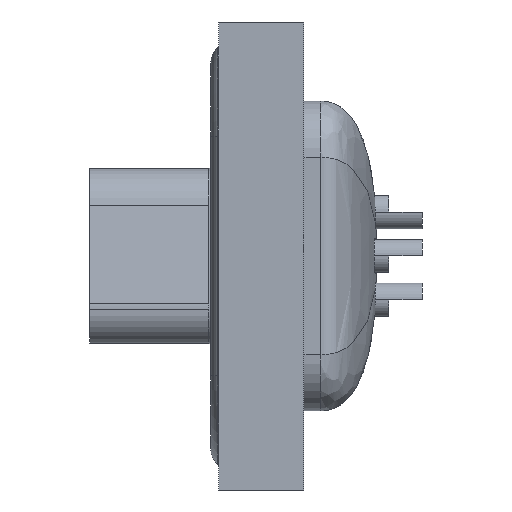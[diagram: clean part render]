
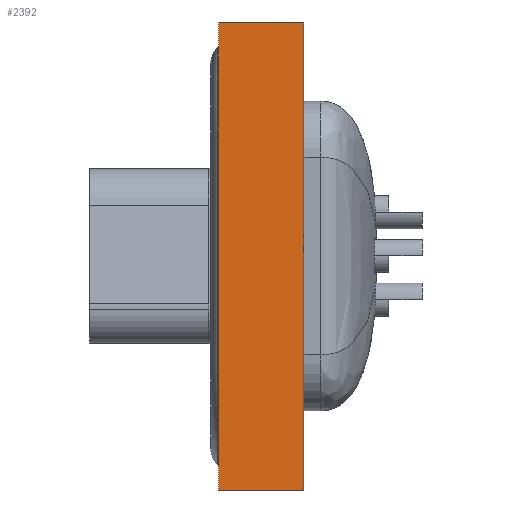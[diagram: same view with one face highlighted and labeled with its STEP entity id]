
A CAD part, left-side view. The second image highlights one B-rep face of the part: STEP entity #2392.
In plain terms, the highlighted planar face has unit normal (-1, 0, 0).
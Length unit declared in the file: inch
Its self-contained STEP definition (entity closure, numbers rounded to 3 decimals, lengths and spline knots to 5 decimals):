
#2392 = ADVANCED_FACE ( 'NONE', ( #26088 ), #26087, .F. ) ;
#2393 = EDGE_LOOP ( 'NONE', ( #2394, #2399, #2455, #2451 ) ) ;
#2394 = ORIENTED_EDGE ( 'NONE', *, *, #2396, .T. ) ;
#2396 = EDGE_CURVE ( 'NONE', #2397, #2398, #26081, .T. ) ;
#2397 = VERTEX_POINT ( 'NONE', #26077 ) ;
#2398 = VERTEX_POINT ( 'NONE', #26076 ) ;
#2399 = ORIENTED_EDGE ( 'NONE', *, *, #2400, .F. ) ;
#2400 = EDGE_CURVE ( 'NONE', #2401, #2398, #26074, .T. ) ;
#2401 = VERTEX_POINT ( 'NONE', #26070 ) ;
#2446 = VERTEX_POINT ( 'NONE', #26141 ) ;
#2450 = EDGE_CURVE ( 'NONE', #2446, #2397, #26200, .T. ) ;
#2451 = ORIENTED_EDGE ( 'NONE', *, *, #2450, .T. ) ;
#2455 = ORIENTED_EDGE ( 'NONE', *, *, #2457, .F. ) ;
#2457 = EDGE_CURVE ( 'NONE', #2446, #2401, #26191, .T. ) ;
#26070 = CARTESIAN_POINT ( 'NONE',  ( -0.77559, 0.07579, 0.41535 ) ) ;
#26071 = DIRECTION ( 'NONE',  ( 0., -1., 0. ) ) ;
#26072 = VECTOR ( 'NONE', #26071, 39.37008 ) ;
#26073 = CARTESIAN_POINT ( 'NONE',  ( -0.77559, 0.07579, 0.41535 ) ) ;
#26074 = LINE ( 'NONE', #26073, #26072 ) ;
#26076 = CARTESIAN_POINT ( 'NONE',  ( -0.77559, -0.07579, 0.41535 ) ) ;
#26077 = CARTESIAN_POINT ( 'NONE',  ( -0.77559, -0.07579, -0.41535 ) ) ;
#26078 = DIRECTION ( 'NONE',  ( 0., 0., 1. ) ) ;
#26079 = VECTOR ( 'NONE', #26078, 39.37008 ) ;
#26080 = CARTESIAN_POINT ( 'NONE',  ( -0.77559, -0.07579, -0.41535 ) ) ;
#26081 = LINE ( 'NONE', #26080, #26079 ) ;
#26083 = DIRECTION ( 'NONE',  ( 0., 0., -1. ) ) ;
#26084 = DIRECTION ( 'NONE',  ( 1., 0., 0. ) ) ;
#26085 = CARTESIAN_POINT ( 'NONE',  ( -0.77559, 0.07579, -0.41535 ) ) ;
#26086 = AXIS2_PLACEMENT_3D ( 'NONE', #26085, #26084, #26083 ) ;
#26087 = PLANE ( 'NONE',  #26086 ) ;
#26088 = FACE_OUTER_BOUND ( 'NONE', #2393, .T. ) ;
#26141 = CARTESIAN_POINT ( 'NONE',  ( -0.77559, 0.07579, -0.41535 ) ) ;
#26188 = DIRECTION ( 'NONE',  ( 0., 0., 1. ) ) ;
#26189 = VECTOR ( 'NONE', #26188, 39.37008 ) ;
#26190 = CARTESIAN_POINT ( 'NONE',  ( -0.77559, 0.07579, -0.41535 ) ) ;
#26191 = LINE ( 'NONE', #26190, #26189 ) ;
#26197 = DIRECTION ( 'NONE',  ( 0., -1., 0. ) ) ;
#26198 = VECTOR ( 'NONE', #26197, 39.37008 ) ;
#26199 = CARTESIAN_POINT ( 'NONE',  ( -0.77559, 0.07579, -0.41535 ) ) ;
#26200 = LINE ( 'NONE', #26199, #26198 ) ;
